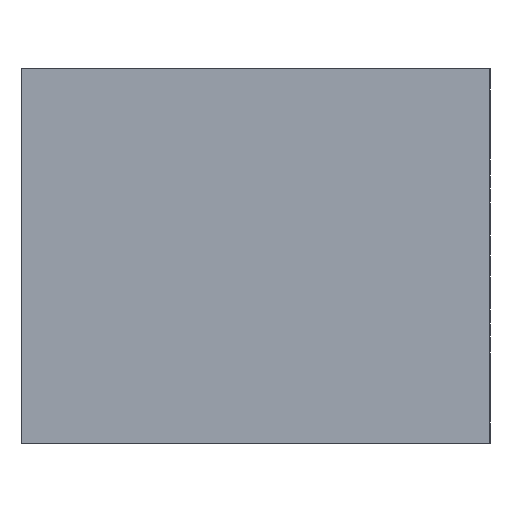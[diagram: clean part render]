
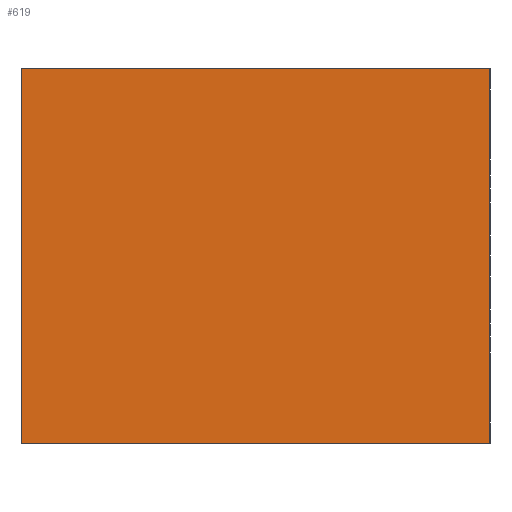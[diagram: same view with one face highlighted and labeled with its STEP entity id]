
A CAD part, left-side view. The second image highlights one B-rep face of the part: STEP entity #619.
In plain terms, the highlighted planar face has unit normal (-1, 0, 0).
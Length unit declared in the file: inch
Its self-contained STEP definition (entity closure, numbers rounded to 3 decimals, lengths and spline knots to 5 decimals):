
#25=DIRECTION('',(0.,-1.,0.));
#26=VECTOR('',#25,0.625);
#27=CARTESIAN_POINT('',(-2.88,0.438,-0.25));
#28=LINE('',#27,#26);
#151=DIRECTION('',(0.,-1.,0.));
#152=VECTOR('',#151,0.625);
#153=CARTESIAN_POINT('',(-2.88,0.438,0.25));
#154=LINE('',#153,#152);
#205=DIRECTION('',(0.,0.,1.));
#206=VECTOR('',#205,0.5);
#207=CARTESIAN_POINT('',(-2.88,-0.187,-0.25));
#208=LINE('',#207,#206);
#218=DIRECTION('',(0.,0.,1.));
#219=VECTOR('',#218,0.5);
#220=CARTESIAN_POINT('',(-2.88,0.438,-0.25));
#221=LINE('',#220,#219);
#239=CARTESIAN_POINT('',(-2.88,0.438,-0.25));
#240=CARTESIAN_POINT('',(-2.88,-0.187,-0.25));
#241=VERTEX_POINT('',#239);
#242=VERTEX_POINT('',#240);
#243=CARTESIAN_POINT('',(-2.88,0.438,0.25));
#244=CARTESIAN_POINT('',(-2.88,-0.187,0.25));
#245=VERTEX_POINT('',#243);
#246=VERTEX_POINT('',#244);
#608=CARTESIAN_POINT('',(-2.88,0.438,-0.25));
#609=DIRECTION('',(-1.,0.,0.));
#610=DIRECTION('',(0.,-1.,0.));
#611=AXIS2_PLACEMENT_3D('',#608,#609,#610);
#612=PLANE('',#611);
#613=ORIENTED_EDGE('',*,*,#318,.F.);
#614=ORIENTED_EDGE('',*,*,#478,.T.);
#615=ORIENTED_EDGE('',*,*,#496,.T.);
#616=ORIENTED_EDGE('',*,*,#598,.F.);
#617=EDGE_LOOP('',(#613,#614,#615,#616));
#618=FACE_OUTER_BOUND('',#617,.F.);
#619=ADVANCED_FACE('',(#618),#612,.T.);
#318=EDGE_CURVE('',#241,#242,#28,.T.);
#478=EDGE_CURVE('',#241,#245,#221,.T.);
#496=EDGE_CURVE('',#245,#246,#154,.T.);
#598=EDGE_CURVE('',#242,#246,#208,.T.);
